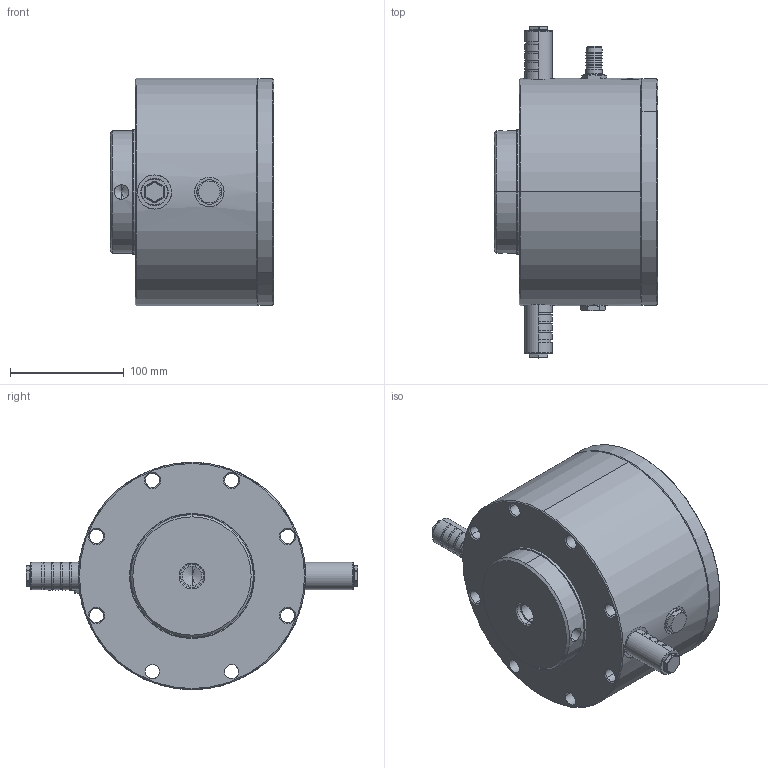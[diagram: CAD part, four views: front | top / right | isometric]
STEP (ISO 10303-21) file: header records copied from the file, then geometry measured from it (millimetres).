
FILE_DESCRIPTION (( 'STEP AP214' ), '1' );
FILE_NAME ('NTK 110 #03390000.STEP', '2022-03-15T15:28:50', ( '' ), ( '' ), 'SwSTEP 2.0', 'SolidWorks 2015', '' );
FILE_SCHEMA (( 'AUTOMOTIVE_DESIGN' ));
Length unit declared in the file: millimetre
Products named in the file (1): NTK 110 #03390000
Bounding box: 144 x 292 x 200 mm (x, y, z)
Volume: 4590179.9 mm3; surface area: 366758.4 mm2
Topology: 18 solids, 18 shells, 755 faces, 1773 edges, 1066 vertices
Faces by surface type: cylinder 274, plane 227, cone 182, torus 56, sphere 16
Entity records: 23004 total; most frequent: CARTESIAN_POINT 4969, DIRECTION 3995, ORIENTED_EDGE 3430, EDGE_CURVE 1715, AXIS2_PLACEMENT_3D 1617, VERTEX_POINT 1066, EDGE_LOOP 879, CIRCLE 861
